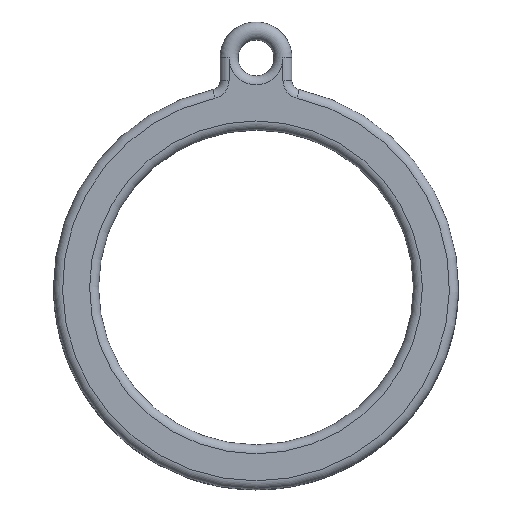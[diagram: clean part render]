
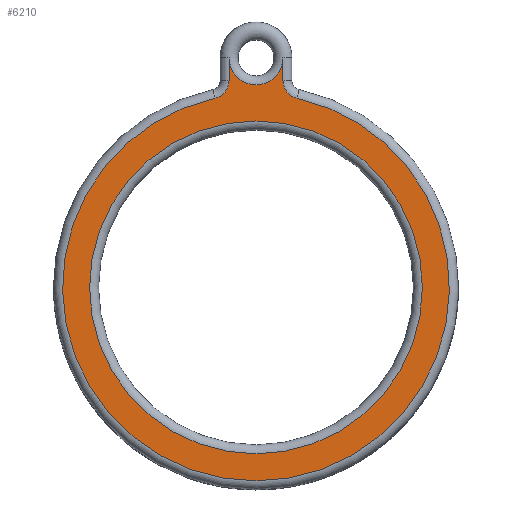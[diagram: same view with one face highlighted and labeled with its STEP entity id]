
A CAD part, top view. The second image highlights one B-rep face of the part: STEP entity #6210.
In plain terms, the highlighted planar face has unit normal (0, 0, 1).
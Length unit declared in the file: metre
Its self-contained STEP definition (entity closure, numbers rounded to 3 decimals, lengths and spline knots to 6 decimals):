
#599=PLANE('',#6702);
#799=CIRCLE('',#6703,0.0185);
#800=CIRCLE('',#6704,0.003);
#801=CIRCLE('',#6705,0.002);
#802=CIRCLE('',#6706,0.0215);
#803=CIRCLE('',#6707,0.002);
#1194=ORIENTED_EDGE('',*,*,#3148,.T.);
#1195=ORIENTED_EDGE('',*,*,#3149,.T.);
#1196=ORIENTED_EDGE('',*,*,#3150,.T.);
#1197=ORIENTED_EDGE('',*,*,#3151,.T.);
#1198=ORIENTED_EDGE('',*,*,#3152,.F.);
#1199=ORIENTED_EDGE('',*,*,#3153,.T.);
#1200=ORIENTED_EDGE('',*,*,#3154,.F.);
#3148=EDGE_CURVE('',#4129,#4129,#799,.F.);
#3149=EDGE_CURVE('',#4130,#4131,#4544,.F.);
#3150=EDGE_CURVE('',#4131,#4132,#800,.F.);
#3151=EDGE_CURVE('',#4132,#4133,#4545,.T.);
#3152=EDGE_CURVE('',#4134,#4133,#801,.T.);
#3153=EDGE_CURVE('',#4134,#4135,#802,.T.);
#3154=EDGE_CURVE('',#4130,#4135,#803,.T.);
#4129=VERTEX_POINT('',#9402);
#4130=VERTEX_POINT('',#9404);
#4131=VERTEX_POINT('',#9405);
#4132=VERTEX_POINT('',#9407);
#4133=VERTEX_POINT('',#9409);
#4134=VERTEX_POINT('',#9411);
#4135=VERTEX_POINT('',#9413);
#4544=LINE('',#9403,#4959);
#4545=LINE('',#9408,#4960);
#4959=VECTOR('',#7321,1.);
#4960=VECTOR('',#7324,1.);
#5360=EDGE_LOOP('',(#1194));
#5361=EDGE_LOOP('',(#1195,#1196,#1197,#1198,#1199,#1200));
#5765=FACE_BOUND('',#5360,.T.);
#5766=FACE_BOUND('',#5361,.T.);
#6210=ADVANCED_FACE('',(#5765,#5766),#599,.T.);
#6702=AXIS2_PLACEMENT_3D('',#9400,#7317,#7318);
#6703=AXIS2_PLACEMENT_3D('',#9401,#7319,#7320);
#6704=AXIS2_PLACEMENT_3D('',#9406,#7322,#7323);
#6705=AXIS2_PLACEMENT_3D('',#9410,#7325,#7326);
#6706=AXIS2_PLACEMENT_3D('',#9412,#7327,#7328);
#6707=AXIS2_PLACEMENT_3D('',#9414,#7329,#7330);
#7317=DIRECTION('',(0.,0.,1.));
#7318=DIRECTION('',(1.,0.,0.));
#7319=DIRECTION('',(0.,0.,1.));
#7320=DIRECTION('',(1.,0.,0.));
#7321=DIRECTION('',(0.,-1.,0.));
#7322=DIRECTION('',(0.,0.,1.));
#7323=DIRECTION('',(1.,0.,0.));
#7324=DIRECTION('',(0.,-1.,0.));
#7325=DIRECTION('',(0.,0.,1.));
#7326=DIRECTION('',(1.,0.,0.));
#7327=DIRECTION('',(0.,0.,1.));
#7328=DIRECTION('',(1.,0.,0.));
#7329=DIRECTION('',(0.,0.,1.));
#7330=DIRECTION('',(1.,0.,0.));
#9400=CARTESIAN_POINT('',(0.,0.,0.006));
#9401=CARTESIAN_POINT('',(0.,0.,0.006));
#9402=CARTESIAN_POINT('',(0.0185,0.,0.006));
#9403=CARTESIAN_POINT('',(0.003,0.0255,0.006));
#9404=CARTESIAN_POINT('',(0.003,0.022962,0.006));
#9405=CARTESIAN_POINT('',(0.003,0.0255,0.006));
#9406=CARTESIAN_POINT('',(0.,0.0255,0.006));
#9407=CARTESIAN_POINT('',(-0.003,0.0255,0.006));
#9408=CARTESIAN_POINT('',(-0.003,0.,0.006));
#9409=CARTESIAN_POINT('',(-0.003,0.022962,0.006));
#9410=CARTESIAN_POINT('',(-0.005,0.022962,0.006));
#9411=CARTESIAN_POINT('',(-0.004574,0.021008,0.006));
#9412=CARTESIAN_POINT('',(0.,0.,0.006));
#9413=CARTESIAN_POINT('',(0.004574,0.021008,0.006));
#9414=CARTESIAN_POINT('',(0.005,0.022962,0.006));
